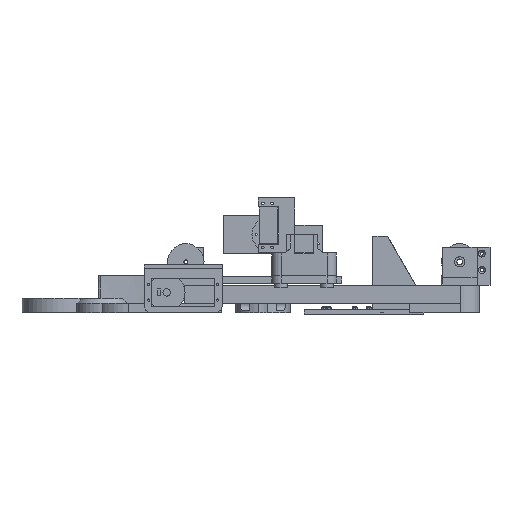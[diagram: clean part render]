
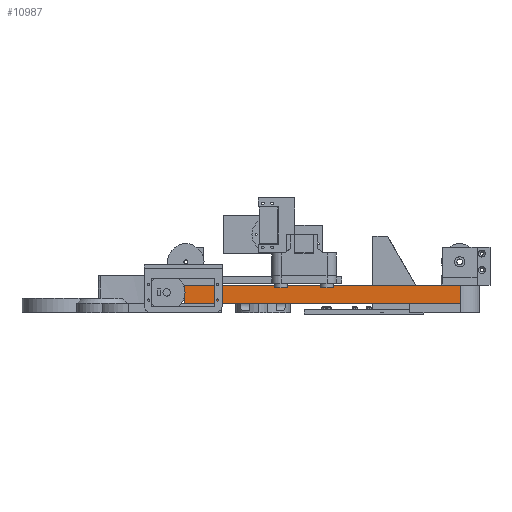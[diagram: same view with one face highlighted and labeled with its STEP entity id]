
A CAD part, left-side view. The second image highlights one B-rep face of the part: STEP entity #10987.
In plain terms, the highlighted planar face has unit normal (-1, 0, 0).
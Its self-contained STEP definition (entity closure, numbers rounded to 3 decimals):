
#833=PLANE('',#11766);
#1242=FACE_OUTER_BOUND('',#1937,.T.);
#1937=EDGE_LOOP('',(#8283,#8284,#8285,#8286));
#2913=LINE('',#16658,#3883);
#2914=LINE('',#16660,#3884);
#2915=LINE('',#16662,#3885);
#2916=LINE('',#16663,#3886);
#3883=VECTOR('',#13264,10.);
#3884=VECTOR('',#13265,10.);
#3885=VECTOR('',#13266,10.);
#3886=VECTOR('',#13267,10.);
#5377=VERTEX_POINT('',#16656);
#5378=VERTEX_POINT('',#16657);
#5379=VERTEX_POINT('',#16659);
#5380=VERTEX_POINT('',#16661);
#6492=EDGE_CURVE('',#5377,#5378,#2913,.T.);
#6493=EDGE_CURVE('',#5377,#5379,#2914,.T.);
#6494=EDGE_CURVE('',#5380,#5379,#2915,.T.);
#6495=EDGE_CURVE('',#5378,#5380,#2916,.T.);
#8283=ORIENTED_EDGE('',*,*,#6492,.F.);
#8284=ORIENTED_EDGE('',*,*,#6493,.T.);
#8285=ORIENTED_EDGE('',*,*,#6494,.F.);
#8286=ORIENTED_EDGE('',*,*,#6495,.F.);
#10987=ADVANCED_FACE('',(#1242),#833,.T.);
#11766=AXIS2_PLACEMENT_3D('',#16655,#13262,#13263);
#13262=DIRECTION('center_axis',(-1.,0.,0.));
#13263=DIRECTION('ref_axis',(0.,-1.,0.));
#13264=DIRECTION('',(0.,1.,0.));
#13265=DIRECTION('',(0.,0.,1.));
#13266=DIRECTION('',(0.,-1.,0.));
#13267=DIRECTION('',(0.,0.,1.));
#16655=CARTESIAN_POINT('Origin',(-360.,110.,10.));
#16656=CARTESIAN_POINT('',(-360.,-190.,10.));
#16657=CARTESIAN_POINT('',(-360.,110.,10.));
#16658=CARTESIAN_POINT('',(-360.,-190.,10.));
#16659=CARTESIAN_POINT('',(-360.,-190.,30.));
#16660=CARTESIAN_POINT('',(-360.,-190.,10.));
#16661=CARTESIAN_POINT('',(-360.,110.,30.));
#16662=CARTESIAN_POINT('',(-360.,-190.,30.));
#16663=CARTESIAN_POINT('',(-360.,110.,10.));
